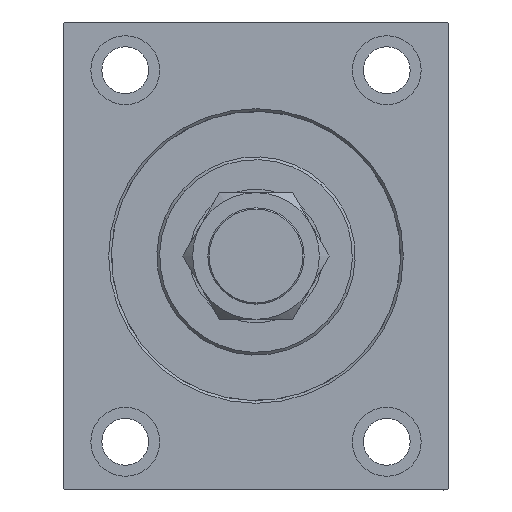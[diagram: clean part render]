
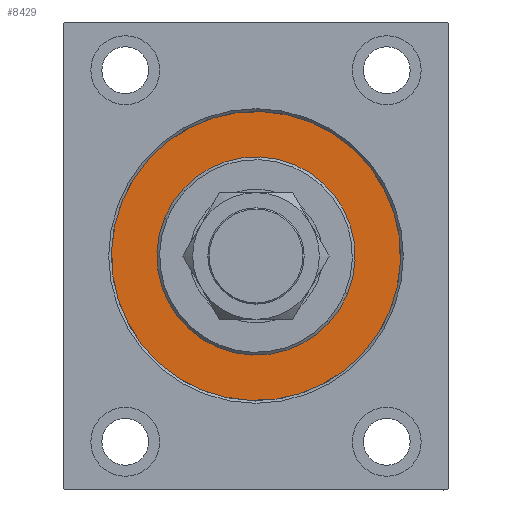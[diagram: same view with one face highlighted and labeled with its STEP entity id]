
A CAD part, left-side view. The second image highlights one B-rep face of the part: STEP entity #8429.
In plain terms, the highlighted face is planar.
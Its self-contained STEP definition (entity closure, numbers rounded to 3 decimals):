
#593 = PLANE ( 'NONE',  #45484 ) ;
#2875 = EDGE_LOOP ( 'NONE', ( #36487, #5373 ) ) ;
#5373 = ORIENTED_EDGE ( 'NONE', *, *, #26849, .F. ) ;
#6154 = DIRECTION ( 'NONE',  ( 0., 0., 1. ) ) ;
#6360 = EDGE_CURVE ( 'NONE', #32027, #31835, #8177, .T. ) ;
#6364 = EDGE_CURVE ( 'NONE', #9950, #13005, #26102, .T. ) ;
#6925 = CARTESIAN_POINT ( 'NONE',  ( 0., 0., 0. ) ) ;
#7849 = DIRECTION ( 'NONE',  ( 0., 0., 1. ) ) ;
#8177 = CIRCLE ( 'NONE', #18655, 52.5 ) ;
#8429 = ADVANCED_FACE ( 'NONE', ( #17450, #38950 ), #593, .F. ) ;
#9950 = VERTEX_POINT ( 'NONE', #28096 ) ;
#11464 = CIRCLE ( 'NONE', #43554, 36. ) ;
#11951 = DIRECTION ( 'NONE',  ( 0., 0., -1. ) ) ;
#13005 = VERTEX_POINT ( 'NONE', #37148 ) ;
#13906 = EDGE_LOOP ( 'NONE', ( #35055, #37263 ) ) ;
#14418 = AXIS2_PLACEMENT_3D ( 'NONE', #30496, #15526, #23252 ) ;
#15526 = DIRECTION ( 'NONE',  ( -1., 0., 0. ) ) ;
#16913 = DIRECTION ( 'NONE',  ( -1., 0., 0. ) ) ;
#17114 = CARTESIAN_POINT ( 'NONE',  ( 0., 0., 52.5 ) ) ;
#17450 = FACE_BOUND ( 'NONE', #13906, .T. ) ;
#18655 = AXIS2_PLACEMENT_3D ( 'NONE', #34227, #16913, #6154 ) ;
#20429 = CARTESIAN_POINT ( 'NONE',  ( 0., 0., 0. ) ) ;
#22609 = DIRECTION ( 'NONE',  ( 1., 0., 0. ) ) ;
#23252 = DIRECTION ( 'NONE',  ( 0., 0., 1. ) ) ;
#24207 = EDGE_CURVE ( 'NONE', #13005, #9950, #11464, .T. ) ;
#26102 = CIRCLE ( 'NONE', #29099, 36. ) ;
#26849 = EDGE_CURVE ( 'NONE', #31835, #32027, #35315, .T. ) ;
#28096 = CARTESIAN_POINT ( 'NONE',  ( 0., 0., 36. ) ) ;
#28377 = DIRECTION ( 'NONE',  ( 1., 0., 0. ) ) ;
#29099 = AXIS2_PLACEMENT_3D ( 'NONE', #20429, #22609, #37733 ) ;
#30496 = CARTESIAN_POINT ( 'NONE',  ( 0., 0., 0. ) ) ;
#31835 = VERTEX_POINT ( 'NONE', #17114 ) ;
#32027 = VERTEX_POINT ( 'NONE', #33668 ) ;
#33668 = CARTESIAN_POINT ( 'NONE',  ( 0., 0., -52.5 ) ) ;
#34227 = CARTESIAN_POINT ( 'NONE',  ( 0., 0., 0. ) ) ;
#35055 = ORIENTED_EDGE ( 'NONE', *, *, #6364, .F. ) ;
#35315 = CIRCLE ( 'NONE', #14418, 52.5 ) ;
#35613 = CARTESIAN_POINT ( 'NONE',  ( 0., 0., 0. ) ) ;
#36487 = ORIENTED_EDGE ( 'NONE', *, *, #6360, .F. ) ;
#37148 = CARTESIAN_POINT ( 'NONE',  ( 0., 0., -36. ) ) ;
#37263 = ORIENTED_EDGE ( 'NONE', *, *, #24207, .F. ) ;
#37733 = DIRECTION ( 'NONE',  ( 0., 0., -1. ) ) ;
#38950 = FACE_OUTER_BOUND ( 'NONE', #2875, .T. ) ;
#39411 = DIRECTION ( 'NONE',  ( -1., 0., 0. ) ) ;
#43554 = AXIS2_PLACEMENT_3D ( 'NONE', #35613, #28377, #11951 ) ;
#45484 = AXIS2_PLACEMENT_3D ( 'NONE', #6925, #39411, #7849 ) ;
